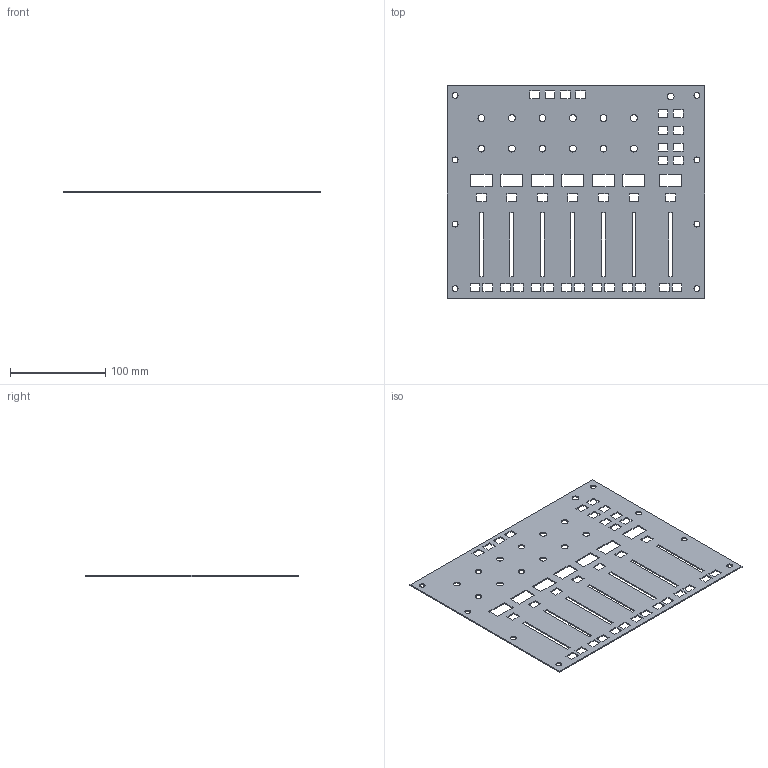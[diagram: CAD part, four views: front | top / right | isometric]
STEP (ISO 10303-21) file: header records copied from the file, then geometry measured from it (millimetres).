
FILE_DESCRIPTION(('FreeCAD Model'),'2;1');
FILE_NAME( 'FaceplateV0_1.step', '2020-01-04T18:30:19',('Author'),(''), 'Open CASCADE STEP processor 7.3','FreeCAD','Unknown');
FILE_SCHEMA(('AUTOMOTIVE_DESIGN { 1 0 10303 214 1 1 1 1 }'));
Length unit declared in the file: millimetre
Products named in the file (1): Body
Bounding box: 270 x 222.5 x 1.2 mm (x, y, z)
Volume: 63060.1 mm3; surface area: 110080.4 mm2
Topology: 1 solids, 1 shells, 215 faces, 639 edges, 426 vertices
Faces by surface type: plane 194, cylinder 21
Full cylindrical faces by diameter (mm): 6 x8, 7.1 x13
Entity records: 15797 total; most frequent: CARTESIAN_POINT 2763, DIRECTION 2357, LINE 1833, VECTOR 1833, ORIENTED_EDGE 1278, PCURVE 1278, DEFINITIONAL_REPRESENTATION 1278, EDGE_CURVE 639
